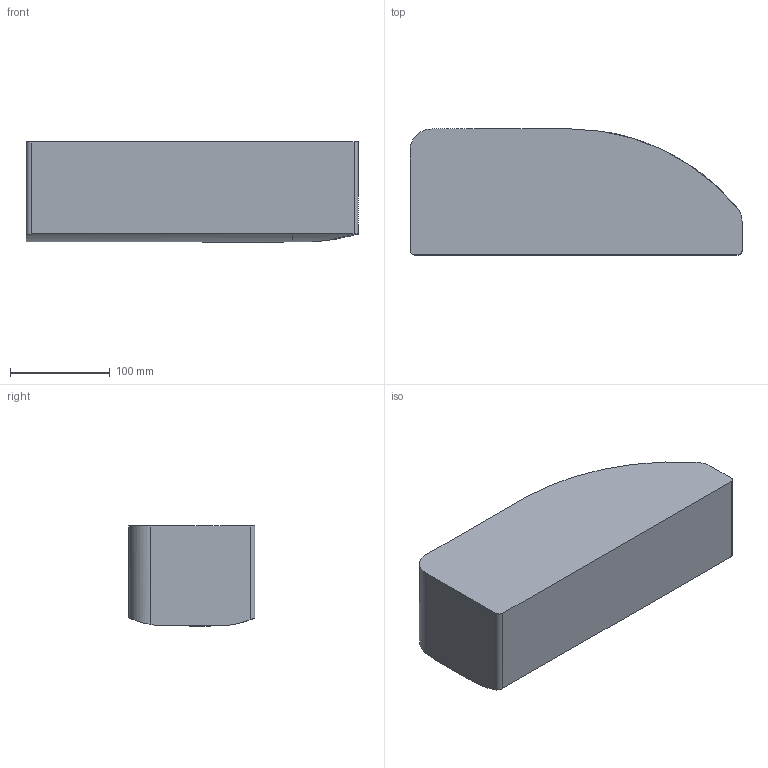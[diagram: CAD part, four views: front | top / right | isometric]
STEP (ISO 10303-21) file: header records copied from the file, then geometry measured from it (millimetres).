
FILE_DESCRIPTION((''),'2;1');
FILE_NAME('Bauteil3-WH.stp','2013-07-19T17:10:50',('Walter'),(''),'Autodesk Inventor 2013','Autodesk Inventor 2013','');
FILE_SCHEMA(('AUTOMOTIVE_DESIGN { 1 0 10303 214 1 1 1 1 }'));
Length unit declared in the file: millimetre
Products named in the file (1): Bauteil3-WH
Bounding box: 332 x 126 x 100 mm (x, y, z)
Volume: 3654907.8 mm3; surface area: 154075 mm2
Topology: 1 solids, 1 shells, 28 faces, 73 edges, 48 vertices
Faces by surface type: bspline 10, plane 9, cylinder 8, torus 1
Entity records: 8752 total; most frequent: CARTESIAN_POINT 8068, ORIENTED_EDGE 146, DIRECTION 118, EDGE_CURVE 73, VERTEX_POINT 48, AXIS2_PLACEMENT_3D 43, VECTOR 32, LINE 32
